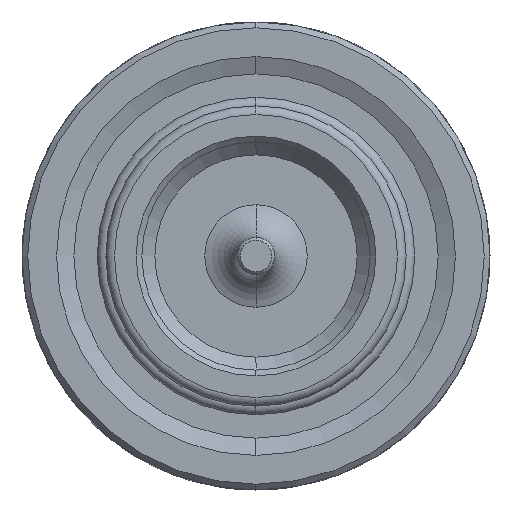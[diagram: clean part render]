
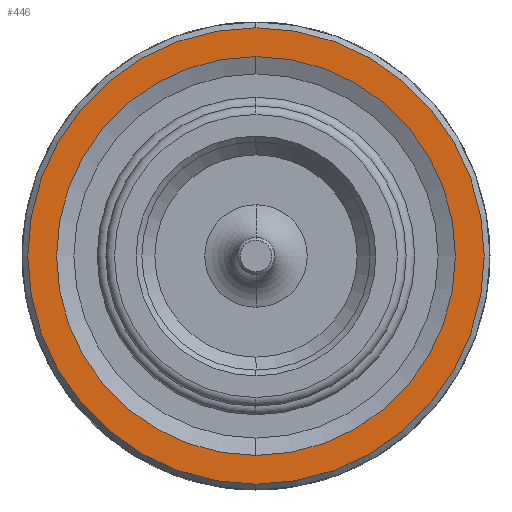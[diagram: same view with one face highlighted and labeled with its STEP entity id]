
A CAD part, left-side view. The second image highlights one B-rep face of the part: STEP entity #446.
In plain terms, the highlighted planar face has unit normal (-1, 0, 0).
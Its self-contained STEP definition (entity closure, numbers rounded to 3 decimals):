
#7 = ORIENTED_EDGE ( 'NONE', *, *, #3468, .T. ) ;
#61 = CIRCLE ( 'NONE', #755, 34.604 ) ;
#132 = CARTESIAN_POINT ( 'NONE',  ( 13.996, 0., 0. ) ) ;
#233 = CIRCLE ( 'NONE', #3068, 39.604 ) ;
#366 = FACE_BOUND ( 'NONE', #390, .T. ) ;
#390 = EDGE_LOOP ( 'NONE', ( #2372, #7 ) ) ;
#417 = EDGE_CURVE ( 'NONE', #1939, #1360, #1447, .T. ) ;
#446 = ADVANCED_FACE ( 'NONE', ( #366, #2385 ), #2947, .T. ) ;
#449 = CIRCLE ( 'NONE', #741, 34.604 ) ;
#463 = DIRECTION ( 'NONE',  ( 0., 0., 1. ) ) ;
#662 = EDGE_CURVE ( 'NONE', #3521, #804, #449, .T. ) ;
#690 = DIRECTION ( 'NONE',  ( 0., 0., -1. ) ) ;
#740 = CARTESIAN_POINT ( 'NONE',  ( 13.996, 0., 0. ) ) ;
#741 = AXIS2_PLACEMENT_3D ( 'NONE', #3043, #1934, #2200 ) ;
#755 = AXIS2_PLACEMENT_3D ( 'NONE', #132, #2601, #690 ) ;
#804 = VERTEX_POINT ( 'NONE', #2903 ) ;
#935 = ORIENTED_EDGE ( 'NONE', *, *, #3251, .F. ) ;
#1013 = DIRECTION ( 'NONE',  ( -1., 0., 0. ) ) ;
#1184 = CARTESIAN_POINT ( 'NONE',  ( 13.996, 0., -39.604 ) ) ;
#1360 = VERTEX_POINT ( 'NONE', #1184 ) ;
#1447 = CIRCLE ( 'NONE', #3206, 39.604 ) ;
#1595 = DIRECTION ( 'NONE',  ( 0., 0., -1. ) ) ;
#1934 = DIRECTION ( 'NONE',  ( 1., 0., 0. ) ) ;
#1939 = VERTEX_POINT ( 'NONE', #3568 ) ;
#2200 = DIRECTION ( 'NONE',  ( 0., 0., -1. ) ) ;
#2266 = CARTESIAN_POINT ( 'NONE',  ( 13.996, 0., 0. ) ) ;
#2326 = EDGE_LOOP ( 'NONE', ( #935, #2755 ) ) ;
#2372 = ORIENTED_EDGE ( 'NONE', *, *, #662, .T. ) ;
#2385 = FACE_OUTER_BOUND ( 'NONE', #2326, .T. ) ;
#2601 = DIRECTION ( 'NONE',  ( 1., 0., 0. ) ) ;
#2666 = CARTESIAN_POINT ( 'NONE',  ( 13.996, 0., 0. ) ) ;
#2755 = ORIENTED_EDGE ( 'NONE', *, *, #417, .F. ) ;
#2760 = AXIS2_PLACEMENT_3D ( 'NONE', #2666, #1013, #463 ) ;
#2903 = CARTESIAN_POINT ( 'NONE',  ( 13.996, 0., -34.604 ) ) ;
#2946 = CARTESIAN_POINT ( 'NONE',  ( 13.996, 0., 34.604 ) ) ;
#2947 = PLANE ( 'NONE',  #2760 ) ;
#3043 = CARTESIAN_POINT ( 'NONE',  ( 13.996, 0., 0. ) ) ;
#3064 = DIRECTION ( 'NONE',  ( 0., 0., -1. ) ) ;
#3068 = AXIS2_PLACEMENT_3D ( 'NONE', #2266, #3397, #3064 ) ;
#3206 = AXIS2_PLACEMENT_3D ( 'NONE', #740, #3254, #1595 ) ;
#3251 = EDGE_CURVE ( 'NONE', #1360, #1939, #233, .T. ) ;
#3254 = DIRECTION ( 'NONE',  ( 1., 0., 0. ) ) ;
#3397 = DIRECTION ( 'NONE',  ( 1., 0., 0. ) ) ;
#3468 = EDGE_CURVE ( 'NONE', #804, #3521, #61, .T. ) ;
#3521 = VERTEX_POINT ( 'NONE', #2946 ) ;
#3568 = CARTESIAN_POINT ( 'NONE',  ( 13.996, 0., 39.604 ) ) ;
